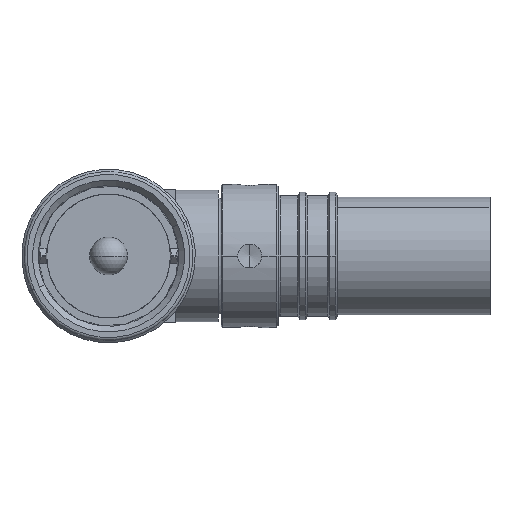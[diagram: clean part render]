
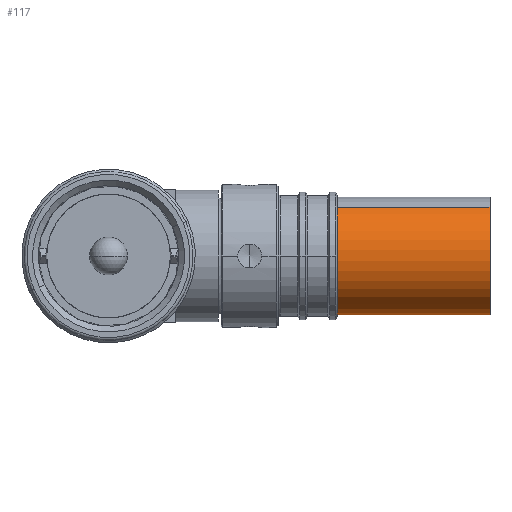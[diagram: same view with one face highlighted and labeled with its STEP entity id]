
A CAD part, front view. The second image highlights one B-rep face of the part: STEP entity #117.
In plain terms, the highlighted cylindrical face has radius 6.2 mm (diameter 12.4 mm), a partial arc.
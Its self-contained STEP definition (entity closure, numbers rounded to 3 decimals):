
#51 = CARTESIAN_POINT ( 'NONE',  ( 38.6, 3.512, -5.109 ) ) ;
#95 = FACE_OUTER_BOUND ( 'NONE', #3046, .T. ) ;
#117 = ADVANCED_FACE ( 'NONE', ( #95 ), #3203, .T. ) ;
#140 = CARTESIAN_POINT ( 'NONE',  ( 22.6, 0., 0. ) ) ;
#245 = AXIS2_PLACEMENT_3D ( 'NONE', #140, #2771, #536 ) ;
#284 = CARTESIAN_POINT ( 'NONE',  ( 21.168, -3.512, 5.109 ) ) ;
#332 = VECTOR ( 'NONE', #1425, 1000. ) ;
#346 = ORIENTED_EDGE ( 'NONE', *, *, #1323, .T. ) ;
#412 = VERTEX_POINT ( 'NONE', #4259 ) ;
#536 = DIRECTION ( 'NONE',  ( 0., 0.566, -0.824 ) ) ;
#749 = CARTESIAN_POINT ( 'NONE',  ( 38.6, -3.512, 5.109 ) ) ;
#777 = EDGE_CURVE ( 'NONE', #822, #1462, #4023, .T. ) ;
#822 = VERTEX_POINT ( 'NONE', #51 ) ;
#899 = CARTESIAN_POINT ( 'NONE',  ( 22.6, 3.512, -5.109 ) ) ;
#1151 = CIRCLE ( 'NONE', #245, 6.2 ) ;
#1299 = VERTEX_POINT ( 'NONE', #749 ) ;
#1323 = EDGE_CURVE ( 'NONE', #822, #1299, #1344, .T. ) ;
#1334 = DIRECTION ( 'NONE',  ( -1., 0., 0. ) ) ;
#1341 = VECTOR ( 'NONE', #2747, 1000. ) ;
#1344 = CIRCLE ( 'NONE', #3076, 6.2 ) ;
#1425 = DIRECTION ( 'NONE',  ( -1., 0., 0. ) ) ;
#1462 = VERTEX_POINT ( 'NONE', #899 ) ;
#2299 = AXIS2_PLACEMENT_3D ( 'NONE', #4318, #3290, #3680 ) ;
#2447 = CARTESIAN_POINT ( 'NONE',  ( 21.168, 3.512, -5.109 ) ) ;
#2734 = DIRECTION ( 'NONE',  ( 0., 0.566, -0.824 ) ) ;
#2747 = DIRECTION ( 'NONE',  ( -1., 0., 0. ) ) ;
#2771 = DIRECTION ( 'NONE',  ( -1., 0., 0. ) ) ;
#2887 = ORIENTED_EDGE ( 'NONE', *, *, #4017, .F. ) ;
#3025 = CARTESIAN_POINT ( 'NONE',  ( 38.6, 0., 0. ) ) ;
#3046 = EDGE_LOOP ( 'NONE', ( #346, #4034, #2887, #3239 ) ) ;
#3071 = LINE ( 'NONE', #284, #332 ) ;
#3076 = AXIS2_PLACEMENT_3D ( 'NONE', #3025, #1334, #2734 ) ;
#3203 = CYLINDRICAL_SURFACE ( 'NONE', #2299, 6.2 ) ;
#3239 = ORIENTED_EDGE ( 'NONE', *, *, #777, .F. ) ;
#3290 = DIRECTION ( 'NONE',  ( -1., 0., 0. ) ) ;
#3680 = DIRECTION ( 'NONE',  ( 0., 0.566, -0.824 ) ) ;
#4017 = EDGE_CURVE ( 'NONE', #1462, #412, #1151, .T. ) ;
#4023 = LINE ( 'NONE', #2447, #1341 ) ;
#4034 = ORIENTED_EDGE ( 'NONE', *, *, #4195, .T. ) ;
#4195 = EDGE_CURVE ( 'NONE', #1299, #412, #3071, .T. ) ;
#4259 = CARTESIAN_POINT ( 'NONE',  ( 22.6, -3.512, 5.109 ) ) ;
#4318 = CARTESIAN_POINT ( 'NONE',  ( 21.168, 0., 0. ) ) ;
